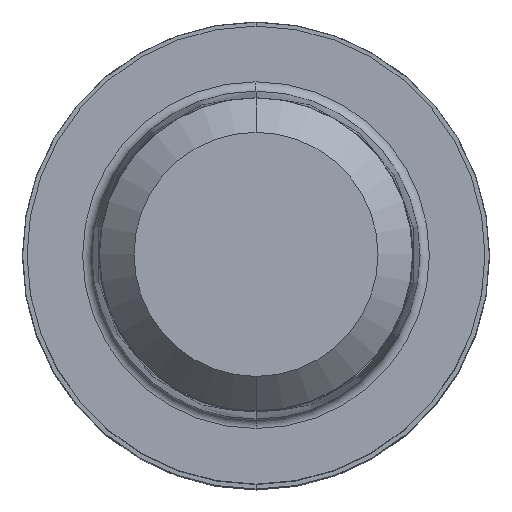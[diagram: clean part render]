
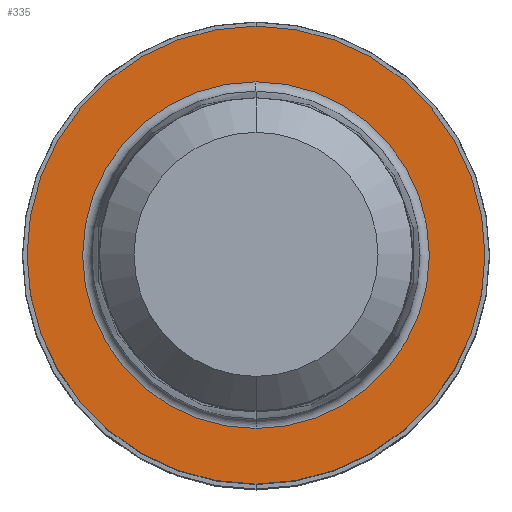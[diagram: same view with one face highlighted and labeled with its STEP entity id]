
A CAD part, top view. The second image highlights one B-rep face of the part: STEP entity #335.
In plain terms, the highlighted planar face has unit normal (0, 0, 1).
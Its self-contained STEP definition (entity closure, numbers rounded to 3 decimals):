
#201=EDGE_CURVE('',#267,#235,#537,.T.);
#221=EDGE_CURVE('',#477,#293,#560,.T.);
#235=VERTEX_POINT('',#575);
#267=VERTEX_POINT('',#609);
#293=VERTEX_POINT('',#635);
#327=EDGE_CURVE('',#293,#477,#673,.T.);
#335=ADVANCED_FACE('',(#685,#686),#687,.T.);
#423=EDGE_CURVE('',#235,#267,#790,.T.);
#477=VERTEX_POINT('',#850);
#537=CIRCLE('',#915,3.71);
#560=CIRCLE('',#945,4.9);
#575=CARTESIAN_POINT('',(0.,-3.71,0.01));
#609=CARTESIAN_POINT('',(0.0,3.71,0.01));
#635=CARTESIAN_POINT('',(0.0,4.9,0.01));
#673=CIRCLE('',#1090,4.9);
#685=FACE_OUTER_BOUND('',#1102,.T.);
#686=FACE_BOUND('',#1103,.T.);
#687=PLANE('',#1104);
#790=CIRCLE('',#1231,3.71);
#850=CARTESIAN_POINT('',(0.,-4.9,0.01));
#915=AXIS2_PLACEMENT_3D('',#1369,#1370,#1371);
#945=AXIS2_PLACEMENT_3D('',#1401,#1402,#1403);
#1090=AXIS2_PLACEMENT_3D('',#1505,#1506,#1507);
#1102=EDGE_LOOP('',(#1533,#1534));
#1103=EDGE_LOOP('',(#1535,#1536));
#1104=AXIS2_PLACEMENT_3D('',#1537,#1538,#1539);
#1231=AXIS2_PLACEMENT_3D('',#1700,#1701,#1702);
#1369=CARTESIAN_POINT('',(0.0,0.0,0.01));
#1370=DIRECTION('',(0.0,0.0,-1.0));
#1371=DIRECTION('',(0.0,1.0,0.0));
#1401=CARTESIAN_POINT('',(0.0,0.0,0.01));
#1402=DIRECTION('',(0.0,0.0,-1.0));
#1403=DIRECTION('',(0.0,1.0,0.0));
#1505=CARTESIAN_POINT('',(0.0,0.0,0.01));
#1506=DIRECTION('',(0.0,0.0,-1.0));
#1507=DIRECTION('',(0.0,1.0,0.0));
#1533=ORIENTED_EDGE('',*,*,#327,.F.);
#1534=ORIENTED_EDGE('',*,*,#221,.F.);
#1535=ORIENTED_EDGE('',*,*,#201,.T.);
#1536=ORIENTED_EDGE('',*,*,#423,.T.);
#1537=CARTESIAN_POINT('',(0.0,2.45,0.01));
#1538=DIRECTION('',(-0.0,0.0,1.0));
#1539=DIRECTION('',(0.0,-1.0,0.0));
#1700=CARTESIAN_POINT('',(0.0,0.0,0.01));
#1701=DIRECTION('',(0.0,0.0,-1.0));
#1702=DIRECTION('',(0.0,1.0,0.0));
